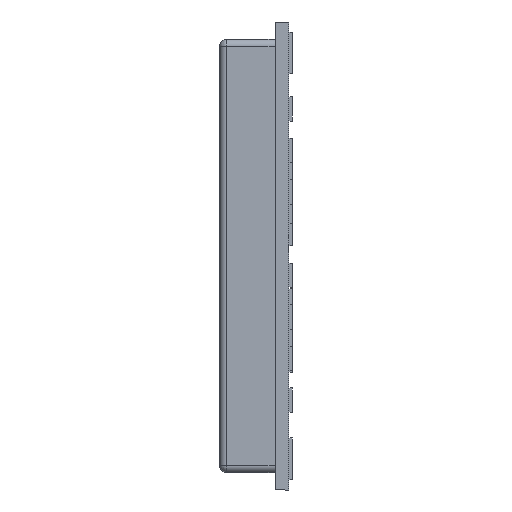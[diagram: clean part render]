
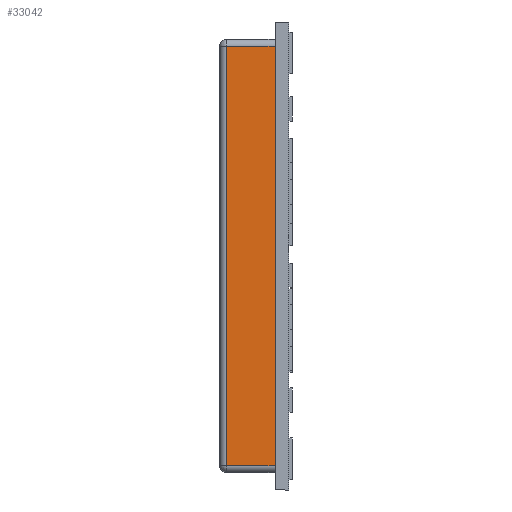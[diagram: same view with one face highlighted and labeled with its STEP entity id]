
A CAD part, left-side view. The second image highlights one B-rep face of the part: STEP entity #33042.
In plain terms, the highlighted planar face has unit normal (-1, 0, 0).
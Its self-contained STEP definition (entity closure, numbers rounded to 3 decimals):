
#35 = VERTEX_POINT ( 'NONE', #13734 ) ;
#1670 = LINE ( 'NONE', #2205, #18250 ) ;
#2034 = DIRECTION ( 'NONE',  ( 0., 0., 1. ) ) ;
#2205 = CARTESIAN_POINT ( 'NONE',  ( -7.65, 2., 6.05 ) ) ;
#5407 = CARTESIAN_POINT ( 'NONE',  ( -7.65, 1.8, -6.25 ) ) ;
#5503 = CARTESIAN_POINT ( 'NONE',  ( -7.65, 2., -6.25 ) ) ;
#6692 = ORIENTED_EDGE ( 'NONE', *, *, #44547, .T. ) ;
#6890 = LINE ( 'NONE', #44217, #24518 ) ;
#7462 = LINE ( 'NONE', #5407, #16857 ) ;
#8235 = VERTEX_POINT ( 'NONE', #41432 ) ;
#9051 = DIRECTION ( 'NONE',  ( 1., 0., 0. ) ) ;
#9786 = EDGE_CURVE ( 'NONE', #36077, #8235, #6890, .T. ) ;
#10639 = CARTESIAN_POINT ( 'NONE',  ( -7.65, 1.8, -6.05 ) ) ;
#11716 = VERTEX_POINT ( 'NONE', #10639 ) ;
#13734 = CARTESIAN_POINT ( 'NONE',  ( -7.65, 1.8, 6.05 ) ) ;
#16857 = VECTOR ( 'NONE', #33566, 1000. ) ;
#17113 = CARTESIAN_POINT ( 'NONE',  ( -7.65, 2., -6.05 ) ) ;
#18250 = VECTOR ( 'NONE', #19780, 1000. ) ;
#19780 = DIRECTION ( 'NONE',  ( 0., 1., 0. ) ) ;
#20225 = VECTOR ( 'NONE', #20631, 1000. ) ;
#20227 = ORIENTED_EDGE ( 'NONE', *, *, #36469, .T. ) ;
#20379 = FACE_OUTER_BOUND ( 'NONE', #42981, .T. ) ;
#20631 = DIRECTION ( 'NONE',  ( 0., -1., 0. ) ) ;
#21095 = ORIENTED_EDGE ( 'NONE', *, *, #27216, .T. ) ;
#24518 = VECTOR ( 'NONE', #2034, 1000. ) ;
#26517 = ORIENTED_EDGE ( 'NONE', *, *, #9786, .T. ) ;
#27216 = EDGE_CURVE ( 'NONE', #8235, #35, #1670, .T. ) ;
#27482 = CARTESIAN_POINT ( 'NONE',  ( -7.65, 0.4, -6.05 ) ) ;
#30144 = PLANE ( 'NONE',  #43502 ) ;
#33042 = ADVANCED_FACE ( 'NONE', ( #20379 ), #30144, .F. ) ;
#33566 = DIRECTION ( 'NONE',  ( 0., 0., -1. ) ) ;
#33662 = DIRECTION ( 'NONE',  ( 0., 0., -1. ) ) ;
#36077 = VERTEX_POINT ( 'NONE', #27482 ) ;
#36469 = EDGE_CURVE ( 'NONE', #35, #11716, #7462, .T. ) ;
#38969 = LINE ( 'NONE', #17113, #20225 ) ;
#41432 = CARTESIAN_POINT ( 'NONE',  ( -7.65, 0.4, 6.05 ) ) ;
#42981 = EDGE_LOOP ( 'NONE', ( #20227, #6692, #26517, #21095 ) ) ;
#43502 = AXIS2_PLACEMENT_3D ( 'NONE', #5503, #9051, #33662 ) ;
#44217 = CARTESIAN_POINT ( 'NONE',  ( -7.65, 0.4, -6.25 ) ) ;
#44547 = EDGE_CURVE ( 'NONE', #11716, #36077, #38969, .T. ) ;
